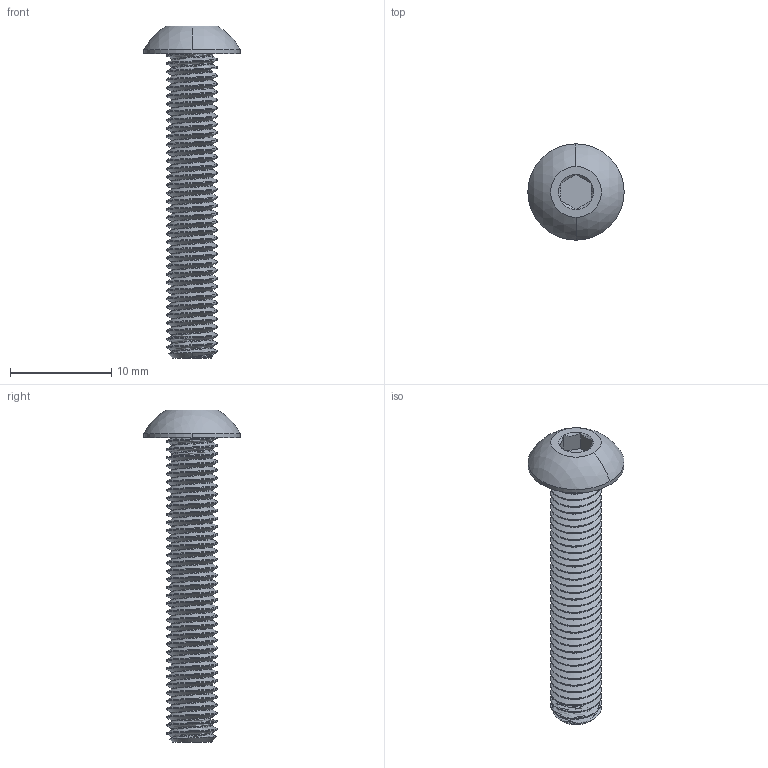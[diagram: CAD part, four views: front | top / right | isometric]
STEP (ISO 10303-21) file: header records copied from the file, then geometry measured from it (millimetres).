
FILE_DESCRIPTION (( 'STEP AP203' ), '1' );
FILE_NAME ('91352A136_Alloy Steel Button Head Hex Drive Screws.STEP', '2021-07-11T12:03:52', ( 'Administrator' ), ( 'Managed by Terraform' ), 'SwSTEP 2.0', 'SolidWorks 2017', '' );
FILE_SCHEMA (( 'CONFIG_CONTROL_DESIGN' ));
Length unit declared in the file: millimetre
Products named in the file (1): 91352A136_Alloy Steel Button Head Hex Drive Screws
Bounding box: 9.5 x 9.5 x 32.75 mm (x, y, z)
Volume: 601.1 mm3; surface area: 932.8 mm2
Topology: 1 solids, 1 shells, 101 faces, 279 edges, 182 vertices
Faces by surface type: cylinder 76, cone 10, plane 10, bspline 3, sphere 2
Entity records: 8981 total; most frequent: CARTESIAN_POINT 6805, ORIENTED_EDGE 558, DIRECTION 331, EDGE_CURVE 279, VERTEX_POINT 182, AXIS2_PLACEMENT_3D 120, EDGE_LOOP 103, FACE_OUTER_BOUND 101
